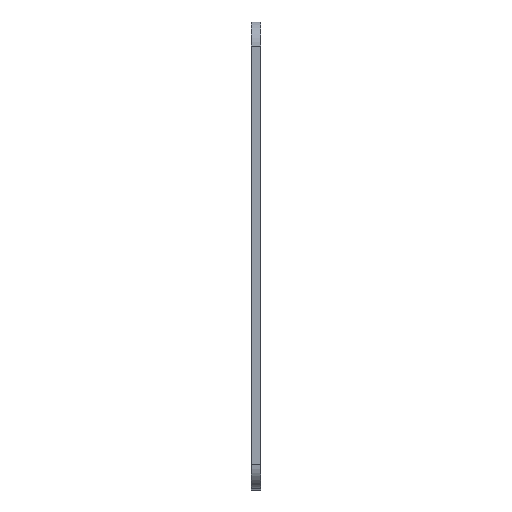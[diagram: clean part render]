
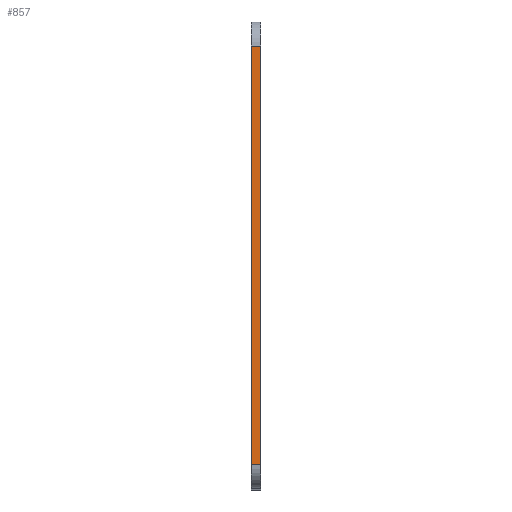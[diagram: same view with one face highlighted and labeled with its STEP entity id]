
A CAD part, top view. The second image highlights one B-rep face of the part: STEP entity #857.
In plain terms, the highlighted planar face has unit normal (0, 0, 1).
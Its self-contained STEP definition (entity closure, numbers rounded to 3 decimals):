
#17 = EDGE_CURVE ( 'NONE', #188, #450, #409, .T. ) ;
#20 = VERTEX_POINT ( 'NONE', #193 ) ;
#37 = CARTESIAN_POINT ( 'NONE',  ( -2., 2., 64.147 ) ) ;
#73 = CARTESIAN_POINT ( 'NONE',  ( -2., 94., 64.147 ) ) ;
#94 = CARTESIAN_POINT ( 'NONE',  ( -2., 2., 64.147 ) ) ;
#98 = CARTESIAN_POINT ( 'NONE',  ( 0., 89., 64.147 ) ) ;
#111 = DIRECTION ( 'NONE',  ( 1., 0., 0. ) ) ;
#137 = DIRECTION ( 'NONE',  ( 0., 0., 1. ) ) ;
#180 = ORIENTED_EDGE ( 'NONE', *, *, #17, .T. ) ;
#182 = VERTEX_POINT ( 'NONE', #98 ) ;
#188 = VERTEX_POINT ( 'NONE', #94 ) ;
#193 = CARTESIAN_POINT ( 'NONE',  ( -2., 89., 64.147 ) ) ;
#209 = ORIENTED_EDGE ( 'NONE', *, *, #519, .T. ) ;
#221 = DIRECTION ( 'NONE',  ( 1., 0., 0. ) ) ;
#239 = VECTOR ( 'NONE', #111, 1000. ) ;
#251 = VECTOR ( 'NONE', #842, 1000. ) ;
#273 = ORIENTED_EDGE ( 'NONE', *, *, #588, .T. ) ;
#287 = LINE ( 'NONE', #657, #917 ) ;
#389 = PLANE ( 'NONE',  #637 ) ;
#409 = LINE ( 'NONE', #37, #239 ) ;
#416 = CARTESIAN_POINT ( 'NONE',  ( 0., 94., 64.147 ) ) ;
#429 = LINE ( 'NONE', #898, #251 ) ;
#450 = VERTEX_POINT ( 'NONE', #541 ) ;
#519 = EDGE_CURVE ( 'NONE', #20, #188, #287, .T. ) ;
#541 = CARTESIAN_POINT ( 'NONE',  ( 0., 2., 64.147 ) ) ;
#588 = EDGE_CURVE ( 'NONE', #182, #20, #429, .T. ) ;
#637 = AXIS2_PLACEMENT_3D ( 'NONE', #73, #137, #221 ) ;
#657 = CARTESIAN_POINT ( 'NONE',  ( -2., 94., 64.147 ) ) ;
#660 = FACE_OUTER_BOUND ( 'NONE', #909, .T. ) ;
#723 = DIRECTION ( 'NONE',  ( 0., -1., 0. ) ) ;
#772 = LINE ( 'NONE', #416, #974 ) ;
#842 = DIRECTION ( 'NONE',  ( -1., 0., 0. ) ) ;
#857 = ADVANCED_FACE ( 'NONE', ( #660 ), #389, .T. ) ;
#898 = CARTESIAN_POINT ( 'NONE',  ( -2., 89., 64.147 ) ) ;
#909 = EDGE_LOOP ( 'NONE', ( #1039, #273, #209, #180 ) ) ;
#917 = VECTOR ( 'NONE', #723, 1000. ) ;
#929 = DIRECTION ( 'NONE',  ( 0., -1., 0. ) ) ;
#974 = VECTOR ( 'NONE', #929, 1000. ) ;
#1020 = EDGE_CURVE ( 'NONE', #182, #450, #772, .T. ) ;
#1039 = ORIENTED_EDGE ( 'NONE', *, *, #1020, .F. ) ;
